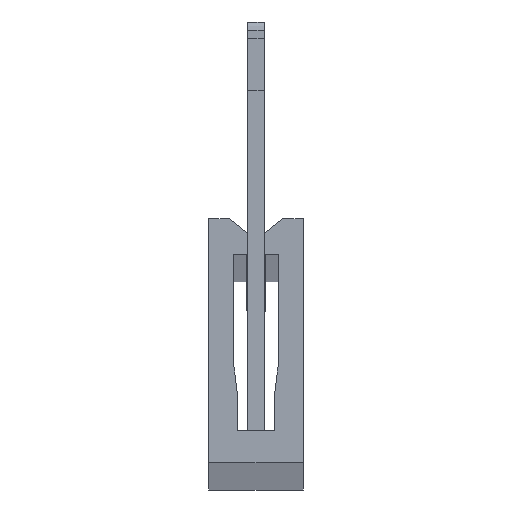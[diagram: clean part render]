
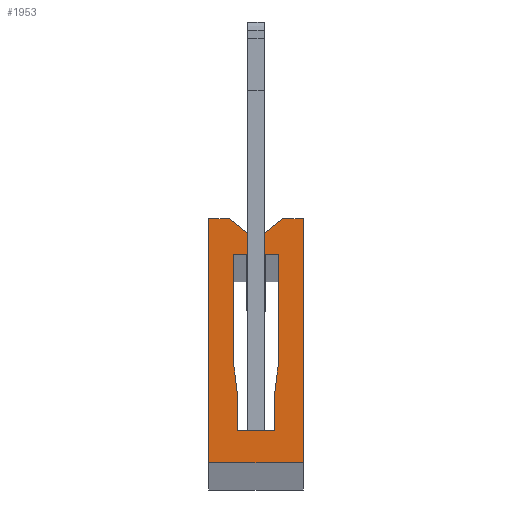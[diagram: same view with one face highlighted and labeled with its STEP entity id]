
A CAD part, top view. The second image highlights one B-rep face of the part: STEP entity #1953.
In plain terms, the highlighted planar face has unit normal (0, 0, 1).
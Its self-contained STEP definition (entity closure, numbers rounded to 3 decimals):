
#180=DIRECTION('',(1.,0.,0.));
#181=VECTOR('',#180,5.8);
#182=CARTESIAN_POINT('',(-0.011,0.522,
962.882));
#183=LINE('',#182,#181);
#569=DIRECTION('',(0.,1.,0.));
#570=VECTOR('',#569,15.);
#571=CARTESIAN_POINT('',(-0.011,0.522,
962.882));
#572=LINE('',#571,#570);
#1329=DIRECTION('',(0.,-1.,0.));
#1330=VECTOR('',#1329,15.);
#1331=CARTESIAN_POINT('',(5.789,15.522,962.882));
#1332=LINE('',#1331,#1330);
#1350=DIRECTION('',(1.,0.,0.));
#1351=VECTOR('',#1350,1.253);
#1352=CARTESIAN_POINT('',(4.536,15.522,962.882));
#1353=LINE('',#1352,#1351);
#1364=DIRECTION('',(0.788,0.616,0.));
#1365=VECTOR('',#1364,1.458);
#1366=CARTESIAN_POINT('',(3.387,14.625,962.882));
#1367=LINE('',#1366,#1365);
#1378=DIRECTION('',(0.,1.,0.));
#1379=VECTOR('',#1378,1.303);
#1380=CARTESIAN_POINT('',(3.387,13.322,962.882));
#1381=LINE('',#1380,#1379);
#1399=DIRECTION('',(1.,0.,0.));
#1400=VECTOR('',#1399,0.902);
#1401=CARTESIAN_POINT('',(3.387,13.322,962.882));
#1402=LINE('',#1401,#1400);
#1420=DIRECTION('',(0.,1.,0.));
#1421=VECTOR('',#1420,6.53);
#1422=CARTESIAN_POINT('',(4.289,6.792,962.882));
#1423=LINE('',#1422,#1421);
#1441=DIRECTION('',(0.122,0.992,0.));
#1442=VECTOR('',#1441,2.042);
#1443=CARTESIAN_POINT('',(4.039,4.766,962.882));
#1444=LINE('',#1443,#1442);
#1455=DIRECTION('',(0.,1.,0.));
#1456=VECTOR('',#1455,2.243);
#1457=CARTESIAN_POINT('',(4.039,2.522,962.882));
#1458=LINE('',#1457,#1456);
#1476=DIRECTION('',(1.,0.,0.));
#1477=VECTOR('',#1476,2.3);
#1478=CARTESIAN_POINT('',(1.739,2.522,962.882));
#1479=LINE('',#1478,#1477);
#1497=DIRECTION('',(0.,-1.,0.));
#1498=VECTOR('',#1497,2.243);
#1499=CARTESIAN_POINT('',(1.739,4.766,962.882));
#1500=LINE('',#1499,#1498);
#1518=DIRECTION('',(0.122,-0.992,0.));
#1519=VECTOR('',#1518,2.042);
#1520=CARTESIAN_POINT('',(1.489,6.792,962.882));
#1521=LINE('',#1520,#1519);
#1532=DIRECTION('',(0.,-1.,0.));
#1533=VECTOR('',#1532,6.53);
#1534=CARTESIAN_POINT('',(1.489,13.322,962.882));
#1535=LINE('',#1534,#1533);
#1553=DIRECTION('',(1.,0.,0.));
#1554=VECTOR('',#1553,0.898);
#1555=CARTESIAN_POINT('',(1.489,13.322,962.882));
#1556=LINE('',#1555,#1554);
#1574=DIRECTION('',(0.,1.,0.));
#1575=VECTOR('',#1574,1.303);
#1576=CARTESIAN_POINT('',(2.387,13.322,962.882));
#1577=LINE('',#1576,#1575);
#1595=DIRECTION('',(0.788,-0.616,0.));
#1596=VECTOR('',#1595,1.458);
#1597=CARTESIAN_POINT('',(1.238,15.522,962.882));
#1598=LINE('',#1597,#1596);
#1609=DIRECTION('',(1.,0.,0.));
#1610=VECTOR('',#1609,1.249);
#1611=CARTESIAN_POINT('',(-0.011,15.522,
962.882));
#1612=LINE('',#1611,#1610);
#1852=CARTESIAN_POINT('',(-0.011,0.522,
962.882));
#1853=CARTESIAN_POINT('',(5.789,0.522,962.882));
#1854=VERTEX_POINT('',#1852);
#1855=VERTEX_POINT('',#1853);
#1856=CARTESIAN_POINT('',(-0.011,15.522,
962.882));
#1857=VERTEX_POINT('',#1856);
#1858=CARTESIAN_POINT('',(1.238,15.522,962.882));
#1859=VERTEX_POINT('',#1858);
#1860=CARTESIAN_POINT('',(2.387,14.625,962.882));
#1861=VERTEX_POINT('',#1860);
#1862=CARTESIAN_POINT('',(2.387,13.322,962.882));
#1863=VERTEX_POINT('',#1862);
#1864=CARTESIAN_POINT('',(1.489,13.322,962.882));
#1865=VERTEX_POINT('',#1864);
#1866=CARTESIAN_POINT('',(1.489,6.792,962.882));
#1867=VERTEX_POINT('',#1866);
#1868=CARTESIAN_POINT('',(1.739,4.766,962.882));
#1869=VERTEX_POINT('',#1868);
#1870=CARTESIAN_POINT('',(1.739,2.522,962.882));
#1871=VERTEX_POINT('',#1870);
#1872=CARTESIAN_POINT('',(4.039,2.522,962.882));
#1873=VERTEX_POINT('',#1872);
#1874=CARTESIAN_POINT('',(4.039,4.766,962.882));
#1875=VERTEX_POINT('',#1874);
#1876=CARTESIAN_POINT('',(4.289,6.792,962.882));
#1877=VERTEX_POINT('',#1876);
#1878=CARTESIAN_POINT('',(4.289,13.322,962.882));
#1879=VERTEX_POINT('',#1878);
#1880=CARTESIAN_POINT('',(3.387,13.322,962.882));
#1881=VERTEX_POINT('',#1880);
#1882=CARTESIAN_POINT('',(3.387,14.625,962.882));
#1883=VERTEX_POINT('',#1882);
#1884=CARTESIAN_POINT('',(4.536,15.522,962.882));
#1885=VERTEX_POINT('',#1884);
#1886=CARTESIAN_POINT('',(5.789,15.522,962.882));
#1887=VERTEX_POINT('',#1886);
#1911=CARTESIAN_POINT('',(-0.011,17.482,
962.882));
#1912=DIRECTION('',(0.,0.,-1.));
#1913=DIRECTION('',(0.,-1.,0.));
#1914=AXIS2_PLACEMENT_3D('',#1911,#1912,#1913);
#1915=PLANE('',#1914);
#1916=ORIENTED_EDGE('',*,*,#1893,.F.);
#1918=ORIENTED_EDGE('',*,*,#1917,.T.);
#1920=ORIENTED_EDGE('',*,*,#1919,.T.);
#1922=ORIENTED_EDGE('',*,*,#1921,.T.);
#1924=ORIENTED_EDGE('',*,*,#1923,.F.);
#1926=ORIENTED_EDGE('',*,*,#1925,.F.);
#1928=ORIENTED_EDGE('',*,*,#1927,.T.);
#1930=ORIENTED_EDGE('',*,*,#1929,.T.);
#1932=ORIENTED_EDGE('',*,*,#1931,.T.);
#1934=ORIENTED_EDGE('',*,*,#1933,.T.);
#1936=ORIENTED_EDGE('',*,*,#1935,.T.);
#1938=ORIENTED_EDGE('',*,*,#1937,.T.);
#1940=ORIENTED_EDGE('',*,*,#1939,.T.);
#1942=ORIENTED_EDGE('',*,*,#1941,.F.);
#1944=ORIENTED_EDGE('',*,*,#1943,.T.);
#1946=ORIENTED_EDGE('',*,*,#1945,.T.);
#1948=ORIENTED_EDGE('',*,*,#1947,.T.);
#1950=ORIENTED_EDGE('',*,*,#1949,.T.);
#1951=EDGE_LOOP('',(#1916,#1918,#1920,#1922,#1924,#1926,#1928,#1930,#1932,#1934,
#1936,#1938,#1940,#1942,#1944,#1946,#1948,#1950));
#1952=FACE_OUTER_BOUND('',#1951,.F.);
#1893=EDGE_CURVE('',#1854,#1855,#183,.T.);
#1917=EDGE_CURVE('',#1854,#1857,#572,.T.);
#1919=EDGE_CURVE('',#1857,#1859,#1612,.T.);
#1921=EDGE_CURVE('',#1859,#1861,#1598,.T.);
#1923=EDGE_CURVE('',#1863,#1861,#1577,.T.);
#1925=EDGE_CURVE('',#1865,#1863,#1556,.T.);
#1927=EDGE_CURVE('',#1865,#1867,#1535,.T.);
#1929=EDGE_CURVE('',#1867,#1869,#1521,.T.);
#1931=EDGE_CURVE('',#1869,#1871,#1500,.T.);
#1933=EDGE_CURVE('',#1871,#1873,#1479,.T.);
#1935=EDGE_CURVE('',#1873,#1875,#1458,.T.);
#1937=EDGE_CURVE('',#1875,#1877,#1444,.T.);
#1939=EDGE_CURVE('',#1877,#1879,#1423,.T.);
#1941=EDGE_CURVE('',#1881,#1879,#1402,.T.);
#1943=EDGE_CURVE('',#1881,#1883,#1381,.T.);
#1945=EDGE_CURVE('',#1883,#1885,#1367,.T.);
#1947=EDGE_CURVE('',#1885,#1887,#1353,.T.);
#1949=EDGE_CURVE('',#1887,#1855,#1332,.T.);
#1953=ADVANCED_FACE('',(#1952),#1915,.F.);
